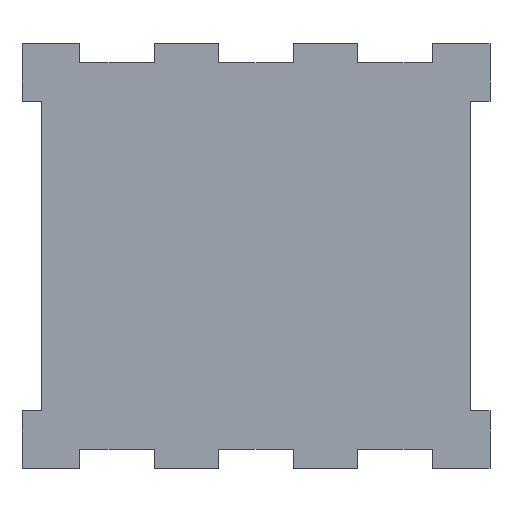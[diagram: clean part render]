
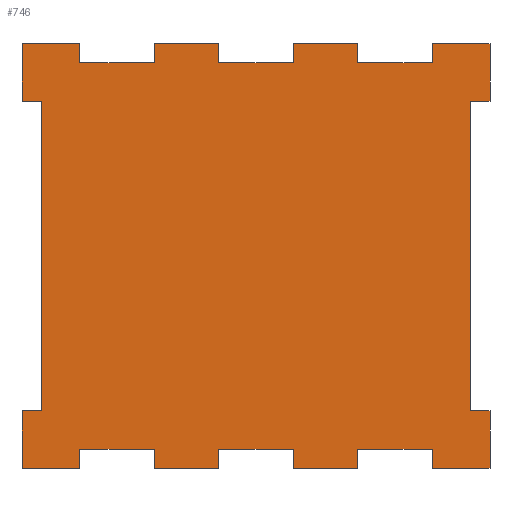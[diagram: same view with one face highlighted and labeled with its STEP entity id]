
A CAD part, left-side view. The second image highlights one B-rep face of the part: STEP entity #746.
In plain terms, the highlighted planar face has unit normal (-1, 0, 0).
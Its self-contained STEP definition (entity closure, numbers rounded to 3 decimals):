
#20=FACE_OUTER_BOUND('',#58,.T.);
#58=EDGE_LOOP('',(#539,#540,#541,#542,#543,#544,#545,#546,#547,#548,#549,
#550,#551,#552,#553,#554,#555,#556,#557,#558,#559,#560,#561,#562,#563,#564,
#565,#566,#567,#568,#569,#570,#571,#572,#573,#574));
#91=LINE('',#1021,#199);
#130=LINE('',#1099,#238);
#132=LINE('',#1104,#240);
#135=LINE('',#1109,#243);
#137=LINE('',#1113,#245);
#138=LINE('',#1114,#246);
#139=LINE('',#1116,#247);
#140=LINE('',#1118,#248);
#141=LINE('',#1120,#249);
#142=LINE('',#1122,#250);
#143=LINE('',#1124,#251);
#144=LINE('',#1126,#252);
#145=LINE('',#1128,#253);
#146=LINE('',#1130,#254);
#147=LINE('',#1132,#255);
#148=LINE('',#1134,#256);
#149=LINE('',#1136,#257);
#150=LINE('',#1138,#258);
#151=LINE('',#1140,#259);
#152=LINE('',#1142,#260);
#153=LINE('',#1144,#261);
#154=LINE('',#1146,#262);
#155=LINE('',#1148,#263);
#156=LINE('',#1150,#264);
#157=LINE('',#1152,#265);
#158=LINE('',#1154,#266);
#159=LINE('',#1156,#267);
#160=LINE('',#1158,#268);
#161=LINE('',#1160,#269);
#162=LINE('',#1162,#270);
#163=LINE('',#1164,#271);
#164=LINE('',#1166,#272);
#165=LINE('',#1168,#273);
#166=LINE('',#1170,#274);
#167=LINE('',#1172,#275);
#168=LINE('',#1173,#276);
#199=VECTOR('',#835,10.);
#238=VECTOR('',#878,10.);
#240=VECTOR('',#882,10.);
#243=VECTOR('',#887,10.);
#245=VECTOR('',#891,10.);
#246=VECTOR('',#892,10.);
#247=VECTOR('',#893,10.);
#248=VECTOR('',#894,10.);
#249=VECTOR('',#895,10.);
#250=VECTOR('',#896,10.);
#251=VECTOR('',#897,10.);
#252=VECTOR('',#898,10.);
#253=VECTOR('',#899,10.);
#254=VECTOR('',#900,10.);
#255=VECTOR('',#901,10.);
#256=VECTOR('',#902,10.);
#257=VECTOR('',#903,10.);
#258=VECTOR('',#904,10.);
#259=VECTOR('',#905,10.);
#260=VECTOR('',#906,10.);
#261=VECTOR('',#907,10.);
#262=VECTOR('',#908,10.);
#263=VECTOR('',#909,10.);
#264=VECTOR('',#910,10.);
#265=VECTOR('',#911,10.);
#266=VECTOR('',#912,10.);
#267=VECTOR('',#913,10.);
#268=VECTOR('',#914,10.);
#269=VECTOR('',#915,10.);
#270=VECTOR('',#916,10.);
#271=VECTOR('',#917,10.);
#272=VECTOR('',#918,10.);
#273=VECTOR('',#919,10.);
#274=VECTOR('',#920,10.);
#275=VECTOR('',#921,10.);
#276=VECTOR('',#922,10.);
#307=VERTEX_POINT('',#1019);
#308=VERTEX_POINT('',#1020);
#345=VERTEX_POINT('',#1098);
#346=VERTEX_POINT('',#1102);
#347=VERTEX_POINT('',#1103);
#348=VERTEX_POINT('',#1108);
#349=VERTEX_POINT('',#1112);
#350=VERTEX_POINT('',#1115);
#351=VERTEX_POINT('',#1117);
#352=VERTEX_POINT('',#1119);
#353=VERTEX_POINT('',#1121);
#354=VERTEX_POINT('',#1123);
#355=VERTEX_POINT('',#1125);
#356=VERTEX_POINT('',#1127);
#357=VERTEX_POINT('',#1129);
#358=VERTEX_POINT('',#1131);
#359=VERTEX_POINT('',#1133);
#360=VERTEX_POINT('',#1135);
#361=VERTEX_POINT('',#1137);
#362=VERTEX_POINT('',#1139);
#363=VERTEX_POINT('',#1141);
#364=VERTEX_POINT('',#1143);
#365=VERTEX_POINT('',#1145);
#366=VERTEX_POINT('',#1147);
#367=VERTEX_POINT('',#1149);
#368=VERTEX_POINT('',#1151);
#369=VERTEX_POINT('',#1153);
#370=VERTEX_POINT('',#1155);
#371=VERTEX_POINT('',#1157);
#372=VERTEX_POINT('',#1159);
#373=VERTEX_POINT('',#1161);
#374=VERTEX_POINT('',#1163);
#375=VERTEX_POINT('',#1165);
#376=VERTEX_POINT('',#1167);
#377=VERTEX_POINT('',#1169);
#378=VERTEX_POINT('',#1171);
#379=EDGE_CURVE('',#307,#308,#91,.T.);
#418=EDGE_CURVE('',#345,#307,#130,.T.);
#420=EDGE_CURVE('',#346,#347,#132,.T.);
#423=EDGE_CURVE('',#348,#346,#135,.T.);
#425=EDGE_CURVE('',#349,#308,#137,.T.);
#426=EDGE_CURVE('',#349,#348,#138,.T.);
#427=EDGE_CURVE('',#347,#350,#139,.T.);
#428=EDGE_CURVE('',#350,#351,#140,.T.);
#429=EDGE_CURVE('',#351,#352,#141,.T.);
#430=EDGE_CURVE('',#352,#353,#142,.T.);
#431=EDGE_CURVE('',#353,#354,#143,.T.);
#432=EDGE_CURVE('',#354,#355,#144,.T.);
#433=EDGE_CURVE('',#355,#356,#145,.T.);
#434=EDGE_CURVE('',#356,#357,#146,.T.);
#435=EDGE_CURVE('',#357,#358,#147,.T.);
#436=EDGE_CURVE('',#358,#359,#148,.T.);
#437=EDGE_CURVE('',#359,#360,#149,.T.);
#438=EDGE_CURVE('',#360,#361,#150,.T.);
#439=EDGE_CURVE('',#361,#362,#151,.T.);
#440=EDGE_CURVE('',#362,#363,#152,.T.);
#441=EDGE_CURVE('',#364,#363,#153,.T.);
#442=EDGE_CURVE('',#364,#365,#154,.T.);
#443=EDGE_CURVE('',#365,#366,#155,.T.);
#444=EDGE_CURVE('',#366,#367,#156,.T.);
#445=EDGE_CURVE('',#367,#368,#157,.T.);
#446=EDGE_CURVE('',#368,#369,#158,.T.);
#447=EDGE_CURVE('',#369,#370,#159,.T.);
#448=EDGE_CURVE('',#370,#371,#160,.T.);
#449=EDGE_CURVE('',#371,#372,#161,.T.);
#450=EDGE_CURVE('',#372,#373,#162,.T.);
#451=EDGE_CURVE('',#373,#374,#163,.T.);
#452=EDGE_CURVE('',#374,#375,#164,.T.);
#453=EDGE_CURVE('',#375,#376,#165,.T.);
#454=EDGE_CURVE('',#376,#377,#166,.T.);
#455=EDGE_CURVE('',#377,#378,#167,.T.);
#456=EDGE_CURVE('',#378,#345,#168,.T.);
#539=ORIENTED_EDGE('',*,*,#379,.T.);
#540=ORIENTED_EDGE('',*,*,#425,.F.);
#541=ORIENTED_EDGE('',*,*,#426,.T.);
#542=ORIENTED_EDGE('',*,*,#423,.T.);
#543=ORIENTED_EDGE('',*,*,#420,.T.);
#544=ORIENTED_EDGE('',*,*,#427,.T.);
#545=ORIENTED_EDGE('',*,*,#428,.T.);
#546=ORIENTED_EDGE('',*,*,#429,.T.);
#547=ORIENTED_EDGE('',*,*,#430,.T.);
#548=ORIENTED_EDGE('',*,*,#431,.T.);
#549=ORIENTED_EDGE('',*,*,#432,.T.);
#550=ORIENTED_EDGE('',*,*,#433,.T.);
#551=ORIENTED_EDGE('',*,*,#434,.T.);
#552=ORIENTED_EDGE('',*,*,#435,.T.);
#553=ORIENTED_EDGE('',*,*,#436,.T.);
#554=ORIENTED_EDGE('',*,*,#437,.T.);
#555=ORIENTED_EDGE('',*,*,#438,.T.);
#556=ORIENTED_EDGE('',*,*,#439,.T.);
#557=ORIENTED_EDGE('',*,*,#440,.T.);
#558=ORIENTED_EDGE('',*,*,#441,.F.);
#559=ORIENTED_EDGE('',*,*,#442,.T.);
#560=ORIENTED_EDGE('',*,*,#443,.T.);
#561=ORIENTED_EDGE('',*,*,#444,.T.);
#562=ORIENTED_EDGE('',*,*,#445,.T.);
#563=ORIENTED_EDGE('',*,*,#446,.T.);
#564=ORIENTED_EDGE('',*,*,#447,.T.);
#565=ORIENTED_EDGE('',*,*,#448,.T.);
#566=ORIENTED_EDGE('',*,*,#449,.T.);
#567=ORIENTED_EDGE('',*,*,#450,.T.);
#568=ORIENTED_EDGE('',*,*,#451,.T.);
#569=ORIENTED_EDGE('',*,*,#452,.T.);
#570=ORIENTED_EDGE('',*,*,#453,.T.);
#571=ORIENTED_EDGE('',*,*,#454,.T.);
#572=ORIENTED_EDGE('',*,*,#455,.T.);
#573=ORIENTED_EDGE('',*,*,#456,.T.);
#574=ORIENTED_EDGE('',*,*,#418,.T.);
#708=PLANE('',#798);
#746=ADVANCED_FACE('',(#20),#708,.F.);
#798=AXIS2_PLACEMENT_3D('',#1111,#889,#890);
#835=DIRECTION('',(0.,0.,-1.));
#878=DIRECTION('',(0.,1.,0.));
#882=DIRECTION('',(0.,0.,-1.));
#887=DIRECTION('',(0.,1.,0.));
#889=DIRECTION('center_axis',(1.,0.,0.));
#890=DIRECTION('ref_axis',(0.,0.,-1.));
#891=DIRECTION('',(0.,1.,0.));
#892=DIRECTION('',(0.,0.,-1.));
#893=DIRECTION('',(0.,-1.,0.));
#894=DIRECTION('',(0.,0.,1.));
#895=DIRECTION('',(0.,-1.,0.));
#896=DIRECTION('',(0.,0.,-1.));
#897=DIRECTION('',(0.,-1.,0.));
#898=DIRECTION('',(0.,0.,1.));
#899=DIRECTION('',(0.,-1.,0.));
#900=DIRECTION('',(0.,0.,-1.));
#901=DIRECTION('',(0.,-1.,0.));
#902=DIRECTION('',(0.,0.,1.));
#903=DIRECTION('',(0.,-1.,0.));
#904=DIRECTION('',(0.,0.,-1.));
#905=DIRECTION('',(0.,-1.,0.));
#906=DIRECTION('',(0.,0.,1.));
#907=DIRECTION('',(0.,-1.,0.));
#908=DIRECTION('',(0.,0.,1.));
#909=DIRECTION('',(0.,-1.,0.));
#910=DIRECTION('',(0.,0.,1.));
#911=DIRECTION('',(0.,1.,0.));
#912=DIRECTION('',(0.,0.,-1.));
#913=DIRECTION('',(0.,1.,0.));
#914=DIRECTION('',(0.,0.,1.));
#915=DIRECTION('',(0.,1.,0.));
#916=DIRECTION('',(0.,0.,-1.));
#917=DIRECTION('',(0.,1.,0.));
#918=DIRECTION('',(0.,0.,1.));
#919=DIRECTION('',(0.,1.,0.));
#920=DIRECTION('',(0.,0.,-1.));
#921=DIRECTION('',(0.,1.,0.));
#922=DIRECTION('',(0.,0.,1.));
#1019=CARTESIAN_POINT('',(167.46,3.,9.));
#1020=CARTESIAN_POINT('',(167.46,3.,0.));
#1021=CARTESIAN_POINT('',(167.46,3.,-8.07));
#1098=CARTESIAN_POINT('',(167.46,-6.,9.));
#1099=CARTESIAN_POINT('',(167.46,-13.75,9.));
#1102=CARTESIAN_POINT('',(167.46,3.,-48.28));
#1103=CARTESIAN_POINT('',(167.46,3.,-57.28));
#1104=CARTESIAN_POINT('',(167.46,3.,-40.21));
#1108=CARTESIAN_POINT('',(167.46,0.,-48.28));
#1109=CARTESIAN_POINT('',(167.46,0.,-48.28));
#1111=CARTESIAN_POINT('Origin',(167.46,-31.5,-24.14));
#1112=CARTESIAN_POINT('',(167.46,0.,0.));
#1113=CARTESIAN_POINT('',(167.46,0.,0.));
#1114=CARTESIAN_POINT('',(167.46,0.,-41.21));
#1115=CARTESIAN_POINT('',(167.46,-6.,-57.28));
#1116=CARTESIAN_POINT('',(167.46,-49.25,-57.28));
#1117=CARTESIAN_POINT('',(167.46,-6.,-54.28));
#1118=CARTESIAN_POINT('',(167.46,-6.,-41.21));
#1119=CARTESIAN_POINT('',(167.46,-17.667,-54.28));
#1120=CARTESIAN_POINT('',(167.46,-18.75,-54.28));
#1121=CARTESIAN_POINT('',(167.46,-17.667,-57.28));
#1122=CARTESIAN_POINT('',(167.46,-17.667,-39.21));
#1123=CARTESIAN_POINT('',(167.46,-27.667,-57.28));
#1124=CARTESIAN_POINT('',(167.46,-49.25,-57.28));
#1125=CARTESIAN_POINT('',(167.46,-27.667,-54.28));
#1126=CARTESIAN_POINT('',(167.46,-27.667,-41.21));
#1127=CARTESIAN_POINT('',(167.46,-39.333,-54.28));
#1128=CARTESIAN_POINT('',(167.46,-29.583,-54.28));
#1129=CARTESIAN_POINT('',(167.46,-39.333,-57.28));
#1130=CARTESIAN_POINT('',(167.46,-39.333,-39.21));
#1131=CARTESIAN_POINT('',(167.46,-49.333,-57.28));
#1132=CARTESIAN_POINT('',(167.46,-49.25,-57.28));
#1133=CARTESIAN_POINT('',(167.46,-49.333,-54.28));
#1134=CARTESIAN_POINT('',(167.46,-49.333,-41.21));
#1135=CARTESIAN_POINT('',(167.46,-61.,-54.28));
#1136=CARTESIAN_POINT('',(167.46,-40.417,-54.28));
#1137=CARTESIAN_POINT('',(167.46,-61.,-57.28));
#1138=CARTESIAN_POINT('',(167.46,-61.,-39.21));
#1139=CARTESIAN_POINT('',(167.46,-70.,-57.28));
#1140=CARTESIAN_POINT('',(167.46,-49.25,-57.28));
#1141=CARTESIAN_POINT('',(167.46,-70.,-48.28));
#1142=CARTESIAN_POINT('',(167.46,-70.,-38.71));
#1143=CARTESIAN_POINT('',(167.46,-67.,-48.28));
#1144=CARTESIAN_POINT('',(167.46,-67.,-48.28));
#1145=CARTESIAN_POINT('',(167.46,-67.,0.));
#1146=CARTESIAN_POINT('',(167.46,-67.,-58.28));
#1147=CARTESIAN_POINT('',(167.46,-70.,0.));
#1148=CARTESIAN_POINT('',(167.46,-67.,0.));
#1149=CARTESIAN_POINT('',(167.46,-70.,9.));
#1150=CARTESIAN_POINT('',(167.46,-70.,-9.57));
#1151=CARTESIAN_POINT('',(167.46,-61.,9.));
#1152=CARTESIAN_POINT('',(167.46,-13.75,9.));
#1153=CARTESIAN_POINT('',(167.46,-61.,6.));
#1154=CARTESIAN_POINT('',(167.46,-61.,-7.07));
#1155=CARTESIAN_POINT('',(167.46,-49.333,6.));
#1156=CARTESIAN_POINT('',(167.46,-46.25,6.));
#1157=CARTESIAN_POINT('',(167.46,-49.333,9.));
#1158=CARTESIAN_POINT('',(167.46,-49.333,-9.07));
#1159=CARTESIAN_POINT('',(167.46,-39.333,9.));
#1160=CARTESIAN_POINT('',(167.46,-13.75,9.));
#1161=CARTESIAN_POINT('',(167.46,-39.333,6.));
#1162=CARTESIAN_POINT('',(167.46,-39.333,-7.07));
#1163=CARTESIAN_POINT('',(167.46,-27.667,6.));
#1164=CARTESIAN_POINT('',(167.46,-35.417,6.));
#1165=CARTESIAN_POINT('',(167.46,-27.667,9.));
#1166=CARTESIAN_POINT('',(167.46,-27.667,-9.07));
#1167=CARTESIAN_POINT('',(167.46,-17.667,9.));
#1168=CARTESIAN_POINT('',(167.46,-13.75,9.));
#1169=CARTESIAN_POINT('',(167.46,-17.667,6.));
#1170=CARTESIAN_POINT('',(167.46,-17.667,-7.07));
#1171=CARTESIAN_POINT('',(167.46,-6.,6.));
#1172=CARTESIAN_POINT('',(167.46,-24.583,6.));
#1173=CARTESIAN_POINT('',(167.46,-6.,-9.07));
